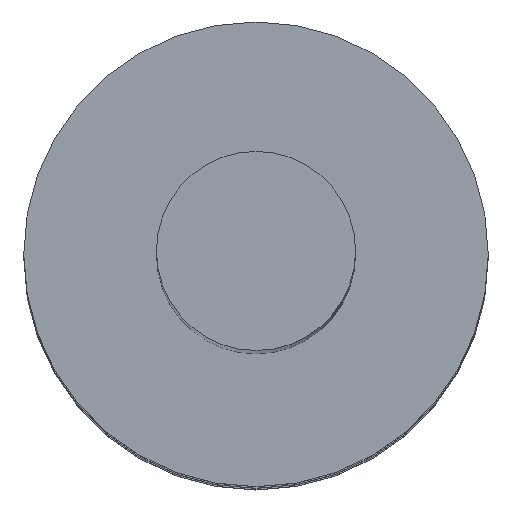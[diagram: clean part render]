
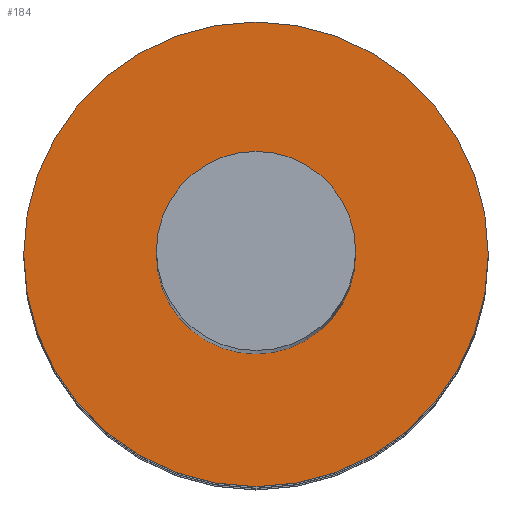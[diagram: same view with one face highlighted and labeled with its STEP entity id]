
A CAD part, top view. The second image highlights one B-rep face of the part: STEP entity #184.
In plain terms, the highlighted planar face has unit normal (0, 0, 1).
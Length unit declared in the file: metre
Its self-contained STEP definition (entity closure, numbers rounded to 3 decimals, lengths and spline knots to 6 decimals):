
#38=PLANE('',#261);
#58=ORIENTED_EDGE('',*,*,#76,.F.);
#59=ORIENTED_EDGE('',*,*,#78,.T.);
#76=EDGE_CURVE('',#90,#90,#104,.T.);
#78=EDGE_CURVE('',#92,#92,#106,.T.);
#90=VERTEX_POINT('',#365);
#92=VERTEX_POINT('',#370);
#104=CIRCLE('',#256,0.015);
#106=CIRCLE('',#259,0.035);
#128=EDGE_LOOP('',(#58));
#129=EDGE_LOOP('',(#59));
#156=FACE_BOUND('',#128,.T.);
#157=FACE_BOUND('',#129,.T.);
#184=ADVANCED_FACE('',(#156,#157),#38,.T.);
#256=AXIS2_PLACEMENT_3D('',#364,#307,#308);
#259=AXIS2_PLACEMENT_3D('',#369,#313,#314);
#261=AXIS2_PLACEMENT_3D('',#373,#317,#318);
#307=DIRECTION('',(0.,0.,1.));
#308=DIRECTION('',(1.,0.,0.));
#313=DIRECTION('',(0.,0.,1.));
#314=DIRECTION('',(1.,0.,0.));
#317=DIRECTION('',(0.,0.,1.));
#318=DIRECTION('',(1.,0.,0.));
#364=CARTESIAN_POINT('',(0.,0.,0.43));
#365=CARTESIAN_POINT('',(0.015,0.,0.43));
#369=CARTESIAN_POINT('',(0.,0.,0.43));
#370=CARTESIAN_POINT('',(0.035,0.,0.43));
#373=CARTESIAN_POINT('',(0.,0.,0.43));
